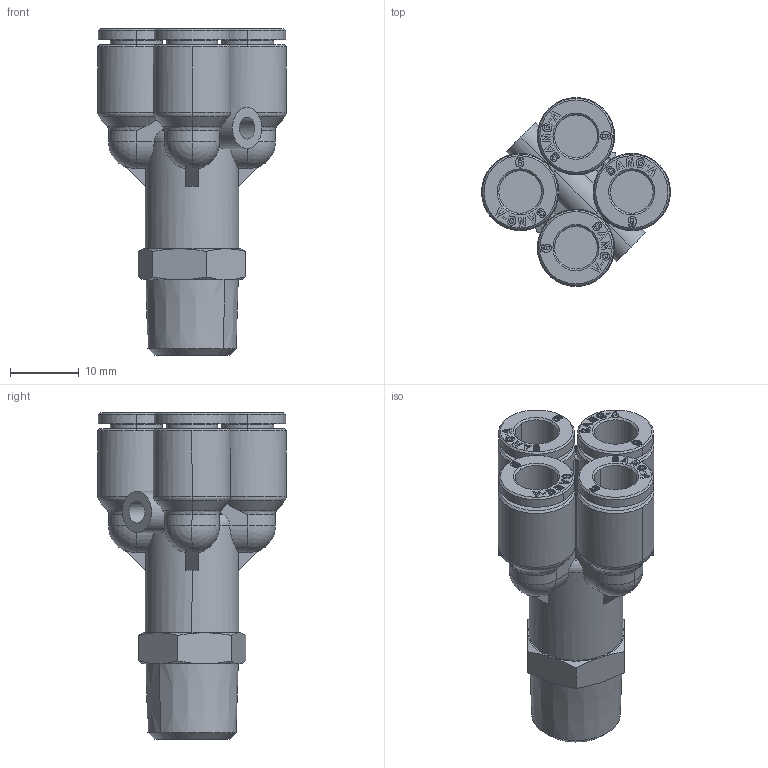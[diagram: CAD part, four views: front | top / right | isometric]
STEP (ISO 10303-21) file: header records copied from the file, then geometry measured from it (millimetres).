
FILE_DESCRIPTION((''),'2;1');
FILE_NAME('GPXT 0602(3D).stp','2012-12-27T19:43:26',(''),(''),'Mechanical Desktop.R8.0.24.0','Mechanical Desktop.R8.0.24.0',', , ');
FILE_SCHEMA(('CONFIG_CONTROL_DESIGN'));
Length unit declared in the file: millimetre
Products named in the file (2): GPXT 0602(3D); ºÎÇ°1
Assembly tree (1 placements, depth 2):
  GPXT 0602(3D)
    ºÎÇ°1
Bounding box: 27.4 x 27.4 x 47.45 mm (x, y, z)
Volume: 8374.3 mm3; surface area: 6399.6 mm2
Topology: 1 solids, 1 shells, 1024 faces, 2845 edges, 1870 vertices
Faces by surface type: plane 720, bspline 112, cylinder 104, cone 62, torus 14, sphere 12
Entity records: 34680 total; most frequent: CARTESIAN_POINT 8515, ORIENTED_EDGE 5674, DIRECTION 5123, EDGE_CURVE 2837, VECTOR 2175, LINE 2175, VERTEX_POINT 1870, AXIS2_PLACEMENT_3D 1474
